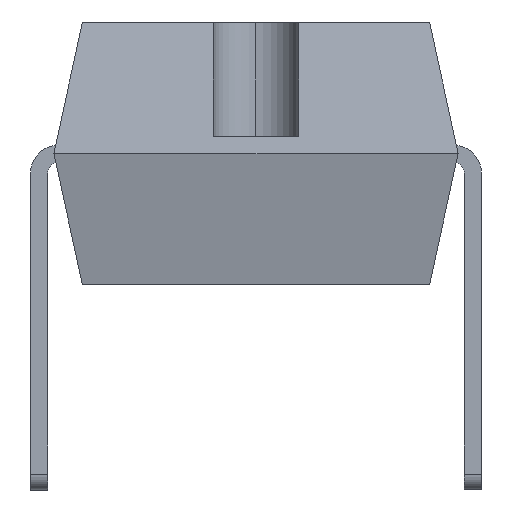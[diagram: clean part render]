
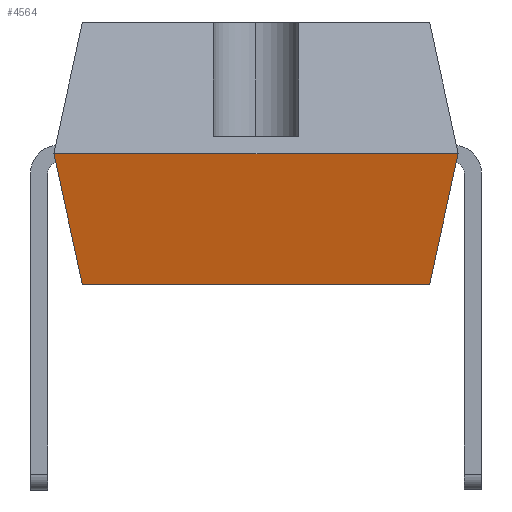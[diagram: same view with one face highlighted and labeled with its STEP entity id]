
A CAD part, left-side view. The second image highlights one B-rep face of the part: STEP entity #4564.
In plain terms, the highlighted planar face has unit normal (-0.977, 0, -0.212).
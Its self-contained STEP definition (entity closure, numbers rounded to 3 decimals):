
#386 = CARTESIAN_POINT ( 'NONE',  ( -9.5, -3.05, -2.3 ) ) ;
#412 = DIRECTION ( 'NONE',  ( 0., -1., 0. ) ) ;
#827 = VECTOR ( 'NONE', #13232, 1000. ) ;
#915 = EDGE_LOOP ( 'NONE', ( #5109, #10302, #19754, #6627 ) ) ;
#945 = VECTOR ( 'NONE', #15903, 1000. ) ;
#1920 = CARTESIAN_POINT ( 'NONE',  ( -9.549, 0., -2.076 ) ) ;
#3156 = VECTOR ( 'NONE', #18223, 1000. ) ;
#3982 = CARTESIAN_POINT ( 'NONE',  ( -9.5, 3.05, -2.3 ) ) ;
#4233 = EDGE_CURVE ( 'NONE', #7293, #9809, #8874, .T. ) ;
#4564 = ADVANCED_FACE ( 'NONE', ( #8710 ), #16411, .F. ) ;
#5109 = ORIENTED_EDGE ( 'NONE', *, *, #4233, .T. ) ;
#5771 = LINE ( 'NONE', #10168, #24650 ) ;
#6627 = ORIENTED_EDGE ( 'NONE', *, *, #15538, .T. ) ;
#7293 = VERTEX_POINT ( 'NONE', #386 ) ;
#7350 = CARTESIAN_POINT ( 'NONE',  ( -9.5, 3.05, -2.3 ) ) ;
#8710 = FACE_OUTER_BOUND ( 'NONE', #915, .T. ) ;
#8874 = LINE ( 'NONE', #21994, #3156 ) ;
#8973 = LINE ( 'NONE', #7350, #827 ) ;
#9809 = VERTEX_POINT ( 'NONE', #19195 ) ;
#10168 = CARTESIAN_POINT ( 'NONE',  ( -10., 3.55, 0. ) ) ;
#10302 = ORIENTED_EDGE ( 'NONE', *, *, #16028, .F. ) ;
#11587 = AXIS2_PLACEMENT_3D ( 'NONE', #1920, #18884, #21017 ) ;
#11725 = CARTESIAN_POINT ( 'NONE',  ( -10., 3.55, 0. ) ) ;
#12444 = VERTEX_POINT ( 'NONE', #3982 ) ;
#13232 = DIRECTION ( 'NONE',  ( -0.208, 0.208, 0.956 ) ) ;
#14315 = VERTEX_POINT ( 'NONE', #11725 ) ;
#15538 = EDGE_CURVE ( 'NONE', #12444, #7293, #16773, .T. ) ;
#15903 = DIRECTION ( 'NONE',  ( 0., -1., 0. ) ) ;
#16028 = EDGE_CURVE ( 'NONE', #14315, #9809, #5771, .T. ) ;
#16411 = PLANE ( 'NONE',  #11587 ) ;
#16773 = LINE ( 'NONE', #24446, #945 ) ;
#17747 = EDGE_CURVE ( 'NONE', #12444, #14315, #8973, .T. ) ;
#18223 = DIRECTION ( 'NONE',  ( -0.208, -0.208, 0.956 ) ) ;
#18884 = DIRECTION ( 'NONE',  ( 0.977, 0., 0.212 ) ) ;
#19195 = CARTESIAN_POINT ( 'NONE',  ( -10., -3.55, 0. ) ) ;
#19754 = ORIENTED_EDGE ( 'NONE', *, *, #17747, .F. ) ;
#21017 = DIRECTION ( 'NONE',  ( 0.212, 0., -0.977 ) ) ;
#21994 = CARTESIAN_POINT ( 'NONE',  ( -9.5, -3.05, -2.3 ) ) ;
#24446 = CARTESIAN_POINT ( 'NONE',  ( -9.5, 3.05, -2.3 ) ) ;
#24650 = VECTOR ( 'NONE', #412, 1000. ) ;
